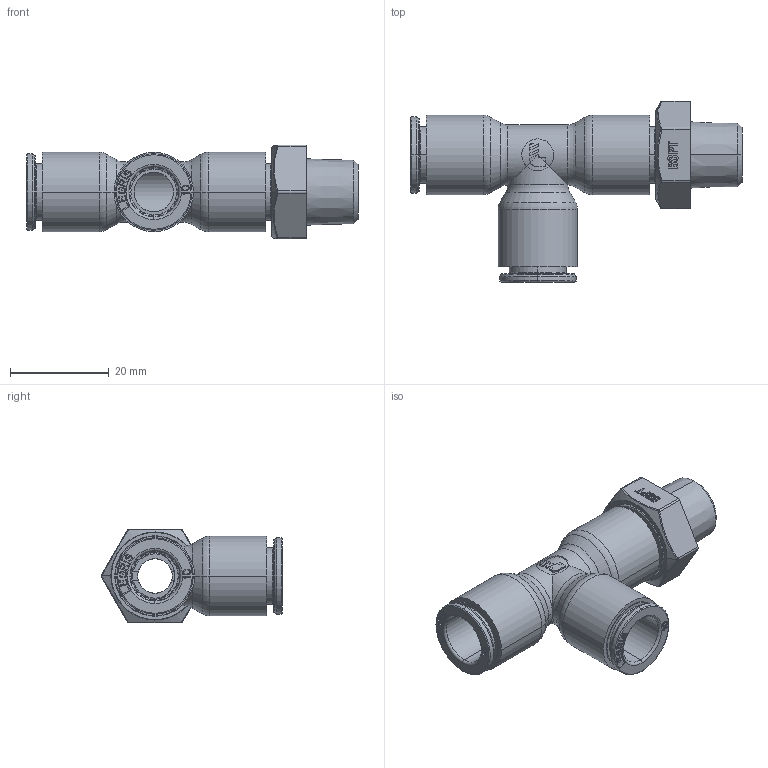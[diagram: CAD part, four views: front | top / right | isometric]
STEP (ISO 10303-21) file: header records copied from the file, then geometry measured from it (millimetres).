
FILE_DESCRIPTION(('STEP AP214'),'1');
FILE_NAME('6873_10_13.stp','2016-07-07T14:46:08',('TraceParts'),('TraceParts S.A.'),'Spatial InterOp 3D',' ',' ');
FILE_SCHEMA(('automotive_design'));
Length unit declared in the file: millimetre
Products named in the file (17): 6873 10 13|44110-19_ASM_1724#44110-19_ASM|44110-32_1720#44110-32;Solide1; 6873 10 13|44110-19_ASM_1724#44110-19_ASM|44110_1721#44110;Solide1; 6873 10 13|44110-19_ASM_1724#44110-19_ASM|44110-30_1722#44110-30;Solide1; 6873 10 13|44110-19_ASM_1724#44110-19_ASM|44110-40_1723#44110-40;Solide1; 6873 10 13|44110-19_ASM_1725#44110-19_ASM|44110-32_1720#44110-32;Solide1; 6873 10 13|44110-19_ASM_1725#44110-19_ASM|44110_1721#44110;Solide1; 6873 10 13|44110-19_ASM_1725#44110-19_ASM|44110-30_1722#44110-30;Solide1; 6873 10 13|44110-19_ASM_1725#44110-19_ASM|44110-40_1723#44110-40;Solide1; 6873 10 13|44110-19_ASM_1726#44110-19_ASM|44110-32_1720#44110-32;Solide1; 6873 10 13|44110-19_ASM_1726#44110-19_ASM|44110_1721#44110;Solide1; 6873 10 13|44110-19_ASM_1726#44110-19_ASM|44110-30_1722#44110-30;Solide1; 6873 10 13|44110-19_ASM_1726#44110-19_ASM|44110-40_1723#44110-40;Solide1; 6873 10 13|44520-04_1719#44520-04;Solide1; 6873 10 13|44110-11-10-ASM_1727#44110-11-10-ASM;Solide1; 6873 10 13|44110-11-10-ASM_1728#44110-11-10-ASM;Solide1; 6873 10 13|44110-11-10-ASM_1729#44110-11-10-ASM;Solide1; 6873 10 13|44520-57_RAINURE_1730#44520-57_RAINURE;Solide1
Bounding box: 67.3 x 36.79 x 19 mm (x, y, z)
Volume: 9116.5 mm3; surface area: 15855 mm2
Topology: 17 solids, 17 shells, 2127 faces, 5439 edges, 3420 vertices
Faces by surface type: plane 891, cylinder 355, bspline 334, torus 279, cone 268
Entity records: 94177 total; most frequent: CARTESIAN_POINT 26275, ORIENTED_EDGE 10878, DIRECTION 10033, EDGE_CURVE 5439, AXIS2_PLACEMENT_3D 3466, VERTEX_POINT 3420, LINE 3101, VECTOR 3101
